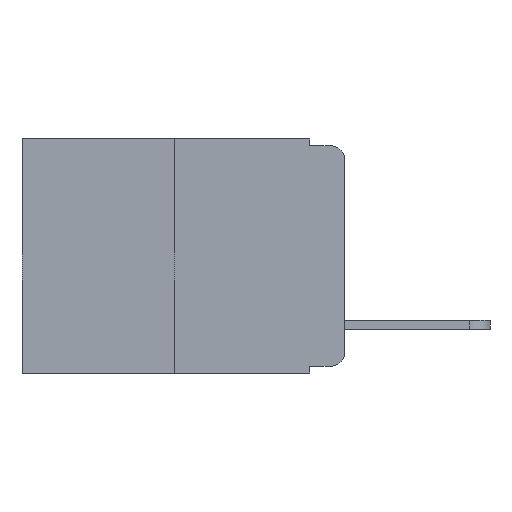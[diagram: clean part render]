
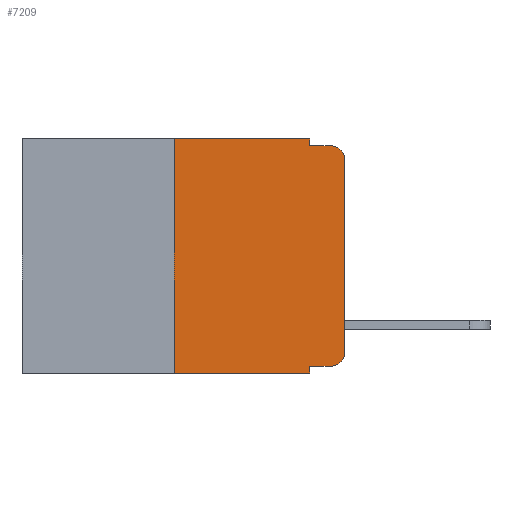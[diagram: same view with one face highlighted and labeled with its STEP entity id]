
A CAD part, left-side view. The second image highlights one B-rep face of the part: STEP entity #7209.
In plain terms, the highlighted planar face has unit normal (-1, 0, 0).
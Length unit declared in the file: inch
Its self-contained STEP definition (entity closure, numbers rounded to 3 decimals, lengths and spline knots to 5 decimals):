
#47 = CARTESIAN_POINT ( 'NONE',  ( 0., 0.051, -0.333 ) ) ;
#63 = EDGE_CURVE ( 'NONE', #6470, #11221, #1489, .T. ) ;
#593 = VERTEX_POINT ( 'NONE', #2833 ) ;
#859 = VERTEX_POINT ( 'NONE', #10353 ) ;
#952 = VECTOR ( 'NONE', #4673, 39.37008 ) ;
#1200 = DIRECTION ( 'NONE',  ( 0., -1., 0. ) ) ;
#1285 = ORIENTED_EDGE ( 'NONE', *, *, #6946, .T. ) ;
#1450 = ORIENTED_EDGE ( 'NONE', *, *, #8369, .F. ) ;
#1486 = CARTESIAN_POINT ( 'NONE',  ( 0., 0.051, -0.343 ) ) ;
#1489 = LINE ( 'NONE', #8438, #6241 ) ;
#1543 = VECTOR ( 'NONE', #9552, 39.37008 ) ;
#1600 = DIRECTION ( 'NONE',  ( 0., -1., 0. ) ) ;
#1691 = VECTOR ( 'NONE', #4737, 39.37008 ) ;
#2346 = VERTEX_POINT ( 'NONE', #47 ) ;
#2518 = CARTESIAN_POINT ( 'NONE',  ( 0., 0.02, -0.01 ) ) ;
#2521 = VERTEX_POINT ( 'NONE', #9317 ) ;
#2654 = VERTEX_POINT ( 'NONE', #2518 ) ;
#2704 = AXIS2_PLACEMENT_3D ( 'NONE', #7515, #9505, #6523 ) ;
#2833 = CARTESIAN_POINT ( 'NONE',  ( 0., 0.051, -0.01 ) ) ;
#2913 = LINE ( 'NONE', #9619, #9230 ) ;
#2972 = DIRECTION ( 'NONE',  ( 0., 0., -1. ) ) ;
#3110 = CARTESIAN_POINT ( 'NONE',  ( 0., 0.02, -0.333 ) ) ;
#3306 = LINE ( 'NONE', #5543, #952 ) ;
#3558 = LINE ( 'NONE', #9019, #12223 ) ;
#3615 = ORIENTED_EDGE ( 'NONE', *, *, #11855, .F. ) ;
#4308 = CARTESIAN_POINT ( 'NONE',  ( 0., 0.02, -0.03 ) ) ;
#4492 = DIRECTION ( 'NONE',  ( 0., -1., 0. ) ) ;
#4648 = CARTESIAN_POINT ( 'NONE',  ( 0., 0., -0.03 ) ) ;
#4673 = DIRECTION ( 'NONE',  ( 0., 0., 1. ) ) ;
#4697 = LINE ( 'NONE', #7240, #9443 ) ;
#4737 = DIRECTION ( 'NONE',  ( 0., 0., -1. ) ) ;
#4906 = EDGE_LOOP ( 'NONE', ( #8650, #9953, #3615, #11991, #10492, #1450, #5565, #10247, #9306, #1285 ) ) ;
#4908 = PLANE ( 'NONE',  #12653 ) ;
#5333 = EDGE_CURVE ( 'NONE', #8007, #859, #5700, .T. ) ;
#5543 = CARTESIAN_POINT ( 'NONE',  ( 0., 0.25, 0. ) ) ;
#5565 = ORIENTED_EDGE ( 'NONE', *, *, #63, .T. ) ;
#5686 = CARTESIAN_POINT ( 'NONE',  ( 0., 0.051, 0. ) ) ;
#5700 = LINE ( 'NONE', #10798, #6983 ) ;
#5791 = DIRECTION ( 'NONE',  ( 0., -1., 0. ) ) ;
#6241 = VECTOR ( 'NONE', #1600, 39.37008 ) ;
#6278 = EDGE_CURVE ( 'NONE', #2346, #8168, #4697, .T. ) ;
#6465 = LINE ( 'NONE', #10562, #1543 ) ;
#6470 = VERTEX_POINT ( 'NONE', #8869 ) ;
#6487 = EDGE_CURVE ( 'NONE', #2521, #7869, #6465, .T. ) ;
#6523 = DIRECTION ( 'NONE',  ( 0., 0., -1. ) ) ;
#6946 = EDGE_CURVE ( 'NONE', #8168, #2521, #10043, .T. ) ;
#6983 = VECTOR ( 'NONE', #5791, 39.37008 ) ;
#7196 = DIRECTION ( 'NONE',  ( -1., 0., 0. ) ) ;
#7209 = ADVANCED_FACE ( 'NONE', ( #12372 ), #4908, .F. ) ;
#7240 = CARTESIAN_POINT ( 'NONE',  ( 0., 0.051, -0.333 ) ) ;
#7515 = CARTESIAN_POINT ( 'NONE',  ( 0., 0.02, -0.313 ) ) ;
#7869 = VERTEX_POINT ( 'NONE', #4648 ) ;
#7953 = DIRECTION ( 'NONE',  ( 1., 0., 0. ) ) ;
#8007 = VERTEX_POINT ( 'NONE', #10987 ) ;
#8057 = AXIS2_PLACEMENT_3D ( 'NONE', #4308, #7196, #8198 ) ;
#8168 = VERTEX_POINT ( 'NONE', #3110 ) ;
#8198 = DIRECTION ( 'NONE',  ( 0., 0., -1. ) ) ;
#8369 = EDGE_CURVE ( 'NONE', #6470, #8007, #3306, .T. ) ;
#8438 = CARTESIAN_POINT ( 'NONE',  ( 0., 0.473, -0.343 ) ) ;
#8650 = ORIENTED_EDGE ( 'NONE', *, *, #6487, .T. ) ;
#8869 = CARTESIAN_POINT ( 'NONE',  ( 0., 0.25, -0.343 ) ) ;
#9019 = CARTESIAN_POINT ( 'NONE',  ( 0., 0.051, 0. ) ) ;
#9230 = VECTOR ( 'NONE', #4492, 39.37008 ) ;
#9306 = ORIENTED_EDGE ( 'NONE', *, *, #6278, .T. ) ;
#9317 = CARTESIAN_POINT ( 'NONE',  ( 0., 0., -0.313 ) ) ;
#9443 = VECTOR ( 'NONE', #1200, 39.37008 ) ;
#9505 = DIRECTION ( 'NONE',  ( -1., 0., 0. ) ) ;
#9552 = DIRECTION ( 'NONE',  ( 0., 0., 1. ) ) ;
#9619 = CARTESIAN_POINT ( 'NONE',  ( 0., 0.051, -0.01 ) ) ;
#9704 = EDGE_CURVE ( 'NONE', #2346, #11221, #12107, .T. ) ;
#9953 = ORIENTED_EDGE ( 'NONE', *, *, #10555, .T. ) ;
#10043 = CIRCLE ( 'NONE', #2704, 0.02 ) ;
#10247 = ORIENTED_EDGE ( 'NONE', *, *, #9704, .F. ) ;
#10353 = CARTESIAN_POINT ( 'NONE',  ( 0., 0.051, 0. ) ) ;
#10492 = ORIENTED_EDGE ( 'NONE', *, *, #5333, .F. ) ;
#10555 = EDGE_CURVE ( 'NONE', #7869, #2654, #11781, .T. ) ;
#10562 = CARTESIAN_POINT ( 'NONE',  ( 0., 0., 0. ) ) ;
#10798 = CARTESIAN_POINT ( 'NONE',  ( 0., 0.473, 0. ) ) ;
#10987 = CARTESIAN_POINT ( 'NONE',  ( 0., 0.25, 0. ) ) ;
#11221 = VERTEX_POINT ( 'NONE', #1486 ) ;
#11538 = EDGE_CURVE ( 'NONE', #859, #593, #3558, .T. ) ;
#11781 = CIRCLE ( 'NONE', #8057, 0.02 ) ;
#11855 = EDGE_CURVE ( 'NONE', #593, #2654, #2913, .T. ) ;
#11910 = DIRECTION ( 'NONE',  ( 0., 0., -1. ) ) ;
#11991 = ORIENTED_EDGE ( 'NONE', *, *, #11538, .F. ) ;
#12107 = LINE ( 'NONE', #5686, #1691 ) ;
#12223 = VECTOR ( 'NONE', #2972, 39.37008 ) ;
#12372 = FACE_OUTER_BOUND ( 'NONE', #4906, .T. ) ;
#12653 = AXIS2_PLACEMENT_3D ( 'NONE', #12792, #7953, #11910 ) ;
#12792 = CARTESIAN_POINT ( 'NONE',  ( 0., 0.473, 0. ) ) ;
